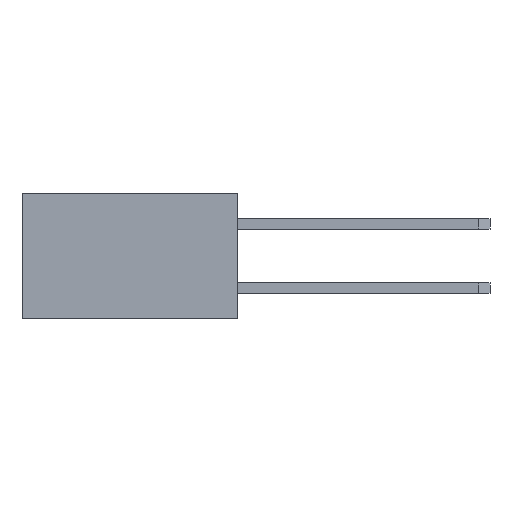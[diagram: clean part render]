
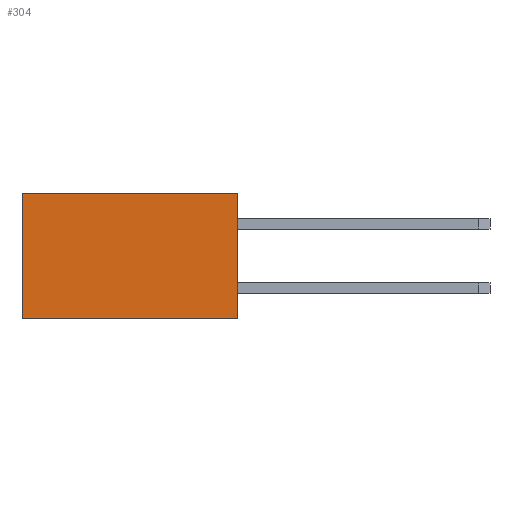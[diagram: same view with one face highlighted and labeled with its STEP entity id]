
A CAD part, left-side view. The second image highlights one B-rep face of the part: STEP entity #304.
In plain terms, the highlighted planar face has unit normal (-1, 0, 0).
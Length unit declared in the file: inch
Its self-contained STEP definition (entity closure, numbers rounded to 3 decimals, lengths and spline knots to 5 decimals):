
#304 = ADVANCED_FACE( '', ( #676 ), #677, .F. );
#676 = FACE_OUTER_BOUND( '', #1146, .T. );
#677 = PLANE( '', #1147 );
#1146 = EDGE_LOOP( '', ( #1908, #1909, #1910, #1911 ) );
#1147 = AXIS2_PLACEMENT_3D( '', #1912, #1913, #1914 );
#1908 = ORIENTED_EDGE( '', *, *, #3056, .T. );
#1909 = ORIENTED_EDGE( '', *, *, #2899, .F. );
#1910 = ORIENTED_EDGE( '', *, *, #3057, .F. );
#1911 = ORIENTED_EDGE( '', *, *, #2941, .T. );
#1912 = CARTESIAN_POINT( '', ( -0.26, 0.335, -0.0975 ) );
#1913 = DIRECTION( '', ( 1., 0., 0. ) );
#1914 = DIRECTION( '', ( 0., 0., -1. ) );
#2899 = EDGE_CURVE( '', #3505, #3507, #3508, .T. );
#2941 = EDGE_CURVE( '', #3585, #3583, #3586, .T. );
#3056 = EDGE_CURVE( '', #3583, #3507, #3761, .T. );
#3057 = EDGE_CURVE( '', #3585, #3505, #3762, .T. );
#3505 = VERTEX_POINT( '', #4373 );
#3507 = VERTEX_POINT( '', #4376 );
#3508 = LINE( '', #4377, #4378 );
#3583 = VERTEX_POINT( '', #4491 );
#3585 = VERTEX_POINT( '', #4494 );
#3586 = LINE( '', #4495, #4496 );
#3761 = LINE( '', #4758, #4759 );
#3762 = LINE( '', #4760, #4761 );
#4373 = CARTESIAN_POINT( '', ( -0.26, 0.335, 0.0975 ) );
#4376 = CARTESIAN_POINT( '', ( -0.26, 0., 0.0975 ) );
#4377 = CARTESIAN_POINT( '', ( -0.26, 0.335, 0.0975 ) );
#4378 = VECTOR( '', #5353, 39.37008 );
#4491 = CARTESIAN_POINT( '', ( -0.26, 0., -0.0975 ) );
#4494 = CARTESIAN_POINT( '', ( -0.26, 0.335, -0.0975 ) );
#4495 = CARTESIAN_POINT( '', ( -0.26, 0.335, -0.0975 ) );
#4496 = VECTOR( '', #5393, 39.37008 );
#4758 = CARTESIAN_POINT( '', ( -0.26, 0., -0.0975 ) );
#4759 = VECTOR( '', #5481, 39.37008 );
#4760 = CARTESIAN_POINT( '', ( -0.26, 0.335, -0.0975 ) );
#4761 = VECTOR( '', #5482, 39.37008 );
#5353 = DIRECTION( '', ( 0., -1., 0. ) );
#5393 = DIRECTION( '', ( 0., -1., 0. ) );
#5481 = DIRECTION( '', ( 0., 0., 1. ) );
#5482 = DIRECTION( '', ( 0., 0., 1. ) );
